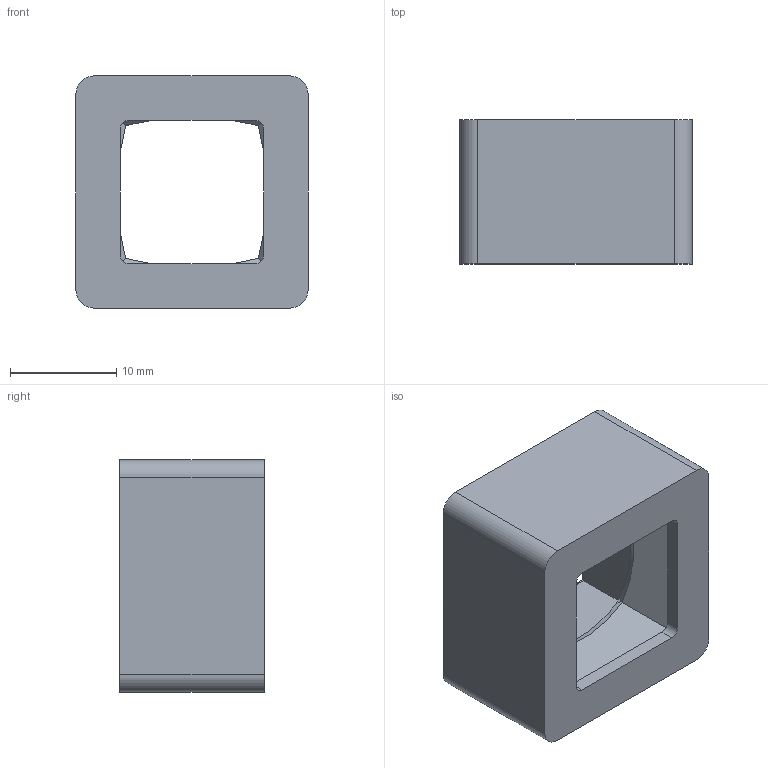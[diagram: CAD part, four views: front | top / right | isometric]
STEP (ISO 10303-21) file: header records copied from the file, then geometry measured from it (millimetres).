
FILE_DESCRIPTION(/* description */ (''),/* implementation_level */ '2;1');
FILE_NAME(/* name */ 'Keycap-base.step',/* time_stamp */ '2020-12-21T15:49:31-06:00',/* author */ (''),/* organization */ (''),/* preprocessor_version */ 'ST-DEVELOPER v18.1',/* originating_system */ 'Autodesk Translation Framework v9.3.0.1241',/* authorisation */ '');
FILE_SCHEMA (('AUTOMOTIVE_DESIGN { 1 0 10303 214 3 1 1 }'));
Length unit declared in the file: inch
Products named in the file (2): Keycap-base; Keycap-on-keycap
Assembly tree (1 placements, depth 2):
  Keycap-base
    Keycap-on-keycap
Bounding box: 21.84 x 13.56 x 21.84 mm (x, y, z)
Volume: 2954.7 mm3; surface area: 2850.3 mm2
Topology: 1 solids, 1 shells, 50 faces, 135 edges, 88 vertices
Faces by surface type: plane 33, cylinder 8, cone 8, sphere 1
Entity records: 1647 total; most frequent: CARTESIAN_POINT 322, DIRECTION 272, ORIENTED_EDGE 270, EDGE_CURVE 135, AXIS2_PLACEMENT_3D 100, VERTEX_POINT 88, LINE 72, VECTOR 72
